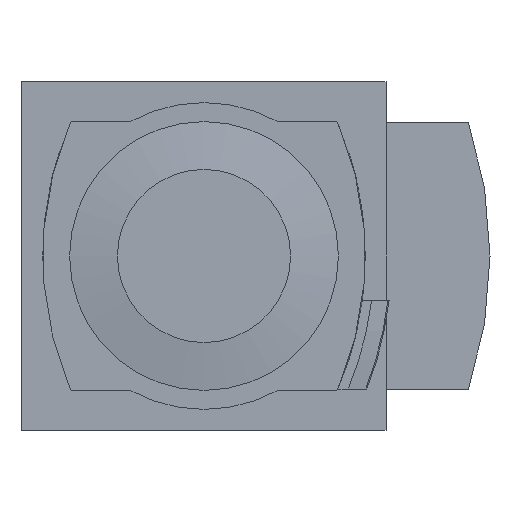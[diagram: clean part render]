
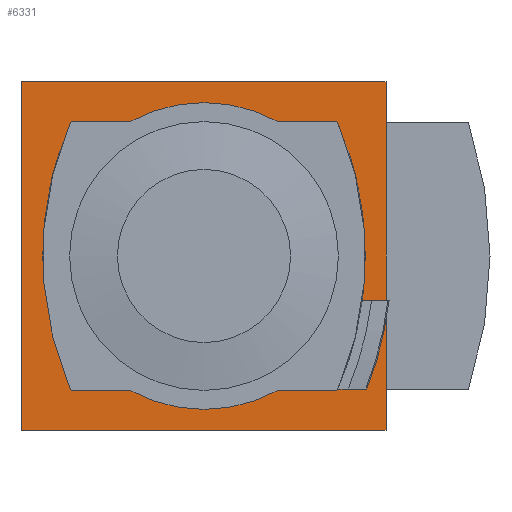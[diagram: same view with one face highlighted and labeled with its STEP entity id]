
A CAD part, front view. The second image highlights one B-rep face of the part: STEP entity #6331.
In plain terms, the highlighted planar face has unit normal (0, -1, 0).
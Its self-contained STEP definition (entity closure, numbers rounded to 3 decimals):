
#114=PLANE('',#6657);
#282=LINE('',#8324,#822);
#388=LINE('',#8546,#928);
#403=LINE('',#8584,#943);
#445=LINE('',#8694,#985);
#562=LINE('',#9036,#1102);
#563=LINE('',#9040,#1103);
#564=LINE('',#9048,#1104);
#565=LINE('',#9052,#1105);
#566=LINE('',#9058,#1106);
#567=LINE('',#9062,#1107);
#822=VECTOR('',#6961,1000.);
#928=VECTOR('',#7133,1000.);
#943=VECTOR('',#7162,1000.);
#985=VECTOR('',#7246,1000.);
#1102=VECTOR('',#7505,1000.);
#1103=VECTOR('',#7508,1000.);
#1104=VECTOR('',#7515,1000.);
#1105=VECTOR('',#7518,1000.);
#1106=VECTOR('',#7523,1000.);
#1107=VECTOR('',#7526,1000.);
#1877=ORIENTED_EDGE('',*,*,#2866,.F.);
#1878=ORIENTED_EDGE('',*,*,#2941,.F.);
#1879=ORIENTED_EDGE('',*,*,#2886,.F.);
#1880=ORIENTED_EDGE('',*,*,#2752,.F.);
#1881=ORIENTED_EDGE('',*,*,#3105,.T.);
#1882=ORIENTED_EDGE('',*,*,#3106,.T.);
#1883=ORIENTED_EDGE('',*,*,#3107,.T.);
#1884=ORIENTED_EDGE('',*,*,#3108,.T.);
#1885=ORIENTED_EDGE('',*,*,#3109,.T.);
#1886=ORIENTED_EDGE('',*,*,#3110,.T.);
#1887=ORIENTED_EDGE('',*,*,#3111,.T.);
#1888=ORIENTED_EDGE('',*,*,#3112,.T.);
#1889=ORIENTED_EDGE('',*,*,#3113,.T.);
#1890=ORIENTED_EDGE('',*,*,#3114,.T.);
#1891=ORIENTED_EDGE('',*,*,#3115,.T.);
#1892=ORIENTED_EDGE('',*,*,#3116,.T.);
#1893=ORIENTED_EDGE('',*,*,#3117,.T.);
#1894=ORIENTED_EDGE('',*,*,#3118,.F.);
#1895=ORIENTED_EDGE('',*,*,#3119,.T.);
#2752=EDGE_CURVE('',#3430,#3431,#282,.T.);
#2866=EDGE_CURVE('',#3513,#3430,#388,.T.);
#2886=EDGE_CURVE('',#3431,#3530,#403,.T.);
#2941=EDGE_CURVE('',#3530,#3513,#445,.T.);
#3105=EDGE_CURVE('',#3713,#3714,#3895,.T.);
#3106=EDGE_CURVE('',#3714,#3715,#562,.T.);
#3107=EDGE_CURVE('',#3715,#3716,#3896,.T.);
#3108=EDGE_CURVE('',#3716,#3717,#563,.T.);
#3109=EDGE_CURVE('',#3717,#3718,#3897,.T.);
#3110=EDGE_CURVE('',#3718,#3719,#3898,.T.);
#3111=EDGE_CURVE('',#3719,#3720,#3899,.T.);
#3112=EDGE_CURVE('',#3720,#3721,#564,.T.);
#3113=EDGE_CURVE('',#3721,#3722,#3900,.T.);
#3114=EDGE_CURVE('',#3722,#3723,#565,.T.);
#3115=EDGE_CURVE('',#3723,#3724,#3901,.T.);
#3116=EDGE_CURVE('',#3724,#3725,#3902,.T.);
#3117=EDGE_CURVE('',#3725,#3726,#566,.T.);
#3118=EDGE_CURVE('',#3727,#3726,#3903,.T.);
#3119=EDGE_CURVE('',#3727,#3713,#567,.T.);
#3430=VERTEX_POINT('',#8323);
#3431=VERTEX_POINT('',#8325);
#3513=VERTEX_POINT('',#8545);
#3530=VERTEX_POINT('',#8585);
#3713=VERTEX_POINT('',#9034);
#3714=VERTEX_POINT('',#9035);
#3715=VERTEX_POINT('',#9037);
#3716=VERTEX_POINT('',#9039);
#3717=VERTEX_POINT('',#9041);
#3718=VERTEX_POINT('',#9043);
#3719=VERTEX_POINT('',#9045);
#3720=VERTEX_POINT('',#9047);
#3721=VERTEX_POINT('',#9049);
#3722=VERTEX_POINT('',#9051);
#3723=VERTEX_POINT('',#9053);
#3724=VERTEX_POINT('',#9055);
#3725=VERTEX_POINT('',#9057);
#3726=VERTEX_POINT('',#9059);
#3727=VERTEX_POINT('',#9061);
#3895=CIRCLE('',#6658,0.3);
#3896=CIRCLE('',#6659,17.7);
#3897=CIRCLE('',#6660,0.3);
#3898=CIRCLE('',#6661,38.9);
#3899=CIRCLE('',#6662,0.3);
#3900=CIRCLE('',#6663,17.7);
#3901=CIRCLE('',#6664,0.3);
#3902=CIRCLE('',#6665,38.9);
#3903=CIRCLE('',#6666,39.95);
#4028=EDGE_LOOP('',(#1877,#1878,#1879,#1880));
#4029=EDGE_LOOP('',(#1881,#1882,#1883,#1884,#1885,#1886,#1887,#1888,#1889,
#1890,#1891,#1892,#1893,#1894,#1895));
#4297=FACE_BOUND('',#4028,.T.);
#4298=FACE_BOUND('',#4029,.T.);
#6331=ADVANCED_FACE('',(#4297,#4298),#114,.F.);
#6657=AXIS2_PLACEMENT_3D('',#9032,#7501,#7502);
#6658=AXIS2_PLACEMENT_3D('',#9033,#7503,#7504);
#6659=AXIS2_PLACEMENT_3D('',#9038,#7506,#7507);
#6660=AXIS2_PLACEMENT_3D('',#9042,#7509,#7510);
#6661=AXIS2_PLACEMENT_3D('',#9044,#7511,#7512);
#6662=AXIS2_PLACEMENT_3D('',#9046,#7513,#7514);
#6663=AXIS2_PLACEMENT_3D('',#9050,#7516,#7517);
#6664=AXIS2_PLACEMENT_3D('',#9054,#7519,#7520);
#6665=AXIS2_PLACEMENT_3D('',#9056,#7521,#7522);
#6666=AXIS2_PLACEMENT_3D('',#9060,#7524,#7525);
#6961=DIRECTION('',(0.,0.,1.));
#7133=DIRECTION('',(-1.,0.,0.));
#7162=DIRECTION('',(1.,0.,0.));
#7246=DIRECTION('',(0.,0.,-1.));
#7501=DIRECTION('',(0.,1.,0.));
#7502=DIRECTION('',(0.,0.,1.));
#7503=DIRECTION('',(0.,1.,0.));
#7504=DIRECTION('',(1.,0.,0.));
#7505=DIRECTION('',(-1.,0.,0.));
#7506=DIRECTION('',(0.,1.,0.));
#7507=DIRECTION('',(1.,0.,0.));
#7508=DIRECTION('',(-1.,0.,0.));
#7509=DIRECTION('',(0.,1.,0.));
#7510=DIRECTION('',(1.,0.,0.));
#7511=DIRECTION('',(0.,1.,0.));
#7512=DIRECTION('',(1.,0.,0.));
#7513=DIRECTION('',(0.,1.,0.));
#7514=DIRECTION('',(1.,0.,0.));
#7515=DIRECTION('',(1.,0.,0.));
#7516=DIRECTION('',(0.,1.,0.));
#7517=DIRECTION('',(1.,0.,0.));
#7518=DIRECTION('',(1.,0.,0.));
#7519=DIRECTION('',(0.,1.,0.));
#7520=DIRECTION('',(1.,0.,0.));
#7521=DIRECTION('',(0.,1.,0.));
#7522=DIRECTION('',(1.,0.,0.));
#7523=DIRECTION('',(1.,0.,0.));
#7524=DIRECTION('',(0.,-1.,0.));
#7525=DIRECTION('',(0.,0.,-1.));
#7526=DIRECTION('',(-1.,0.,0.));
#8323=CARTESIAN_POINT('',(-21.,-31.,-20.1));
#8324=CARTESIAN_POINT('',(-21.,-31.,-20.1));
#8325=CARTESIAN_POINT('',(-21.,-31.,20.1));
#8545=CARTESIAN_POINT('',(21.,-31.,-20.1));
#8546=CARTESIAN_POINT('',(21.,-31.,-20.1));
#8584=CARTESIAN_POINT('',(-21.,-31.,20.1));
#8585=CARTESIAN_POINT('',(21.,-31.,20.1));
#8694=CARTESIAN_POINT('',(21.,-31.,20.1));
#9032=CARTESIAN_POINT('',(0.,-31.,0.));
#9033=CARTESIAN_POINT('',(15.181,-31.,-15.2));
#9034=CARTESIAN_POINT('',(15.442,-31.,-15.349));
#9035=CARTESIAN_POINT('',(15.181,-31.,-15.5));
#9036=CARTESIAN_POINT('',(14.091,-31.,-15.5));
#9037=CARTESIAN_POINT('',(8.546,-31.,-15.5));
#9038=CARTESIAN_POINT('',(0.,-31.,0.));
#9039=CARTESIAN_POINT('',(-8.546,-31.,-15.5));
#9040=CARTESIAN_POINT('',(-8.546,-31.,-15.5));
#9041=CARTESIAN_POINT('',(-15.181,-31.,-15.5));
#9042=CARTESIAN_POINT('',(-15.181,-31.,-15.2));
#9043=CARTESIAN_POINT('',(-15.457,-31.,-15.318));
#9044=CARTESIAN_POINT('',(20.3,-31.,0.));
#9045=CARTESIAN_POINT('',(-15.457,-31.,15.318));
#9046=CARTESIAN_POINT('',(-15.181,-31.,15.2));
#9047=CARTESIAN_POINT('',(-15.181,-31.,15.5));
#9048=CARTESIAN_POINT('',(-15.181,-31.,15.5));
#9049=CARTESIAN_POINT('',(-8.546,-31.,15.5));
#9050=CARTESIAN_POINT('',(0.,-31.,0.));
#9051=CARTESIAN_POINT('',(8.546,-31.,15.5));
#9052=CARTESIAN_POINT('',(8.546,-31.,15.5));
#9053=CARTESIAN_POINT('',(15.181,-31.,15.5));
#9054=CARTESIAN_POINT('',(15.181,-31.,15.2));
#9055=CARTESIAN_POINT('',(15.457,-31.,15.318));
#9056=CARTESIAN_POINT('',(-20.3,-31.,0.));
#9057=CARTESIAN_POINT('',(18.259,-31.,-5.142));
#9058=CARTESIAN_POINT('',(17.25,-31.,-5.142));
#9059=CARTESIAN_POINT('',(19.337,-31.,-5.142));
#9060=CARTESIAN_POINT('',(-20.3,-31.,-0.15));
#9061=CARTESIAN_POINT('',(16.646,-31.,-15.349));
#9062=CARTESIAN_POINT('',(30.,-31.,-15.349));
